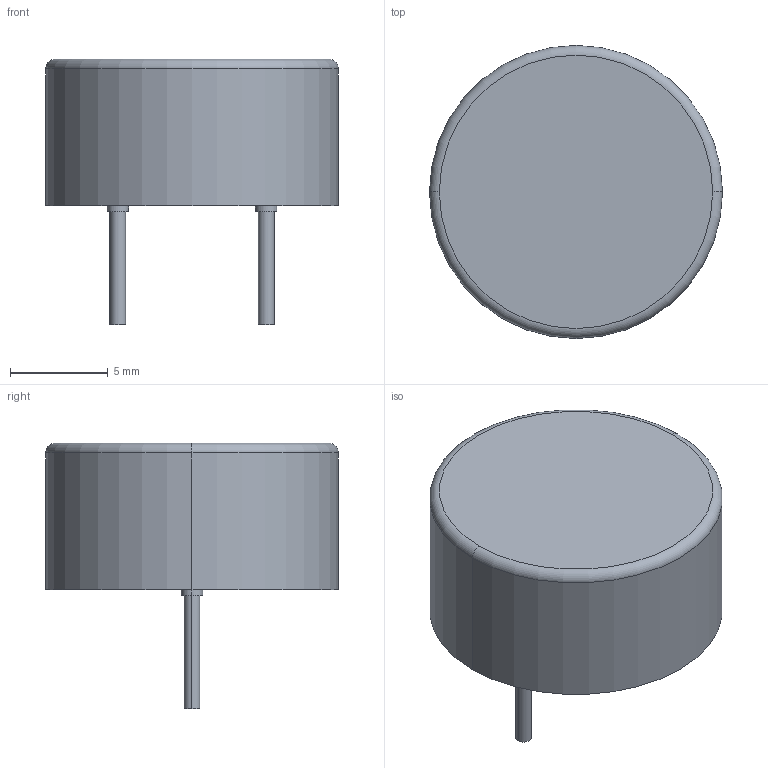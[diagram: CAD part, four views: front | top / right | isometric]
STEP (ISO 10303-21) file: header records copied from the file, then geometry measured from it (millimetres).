
FILE_DESCRIPTION(('FreeCAD Model'),'2;1');
FILE_NAME('Boss-Extrude3.step','2016-10-13T13:21:22',( 'Author'),(''),'Open CASCADE STEP processor 6.8','FreeCAD','Unknown' );
FILE_SCHEMA(('AUTOMOTIVE_DESIGN_CC2 { 1 2 10303 214 -1 1 5 4 }'));
Length unit declared in the file: millimetre
Products named in the file (2): ASSEMBLY; Boss-Extrude3
Assembly tree (1 placements, depth 2):
  ASSEMBLY
    Boss-Extrude3
Bounding box: 15 x 15 x 13.6 mm (x, y, z)
Volume: 1329.3 mm3; surface area: 727.9 mm2
Topology: 1 solids, 1 shells, 18 faces, 34 edges, 22 vertices
Faces by surface type: cylinder 10, plane 6, torus 2
Entity records: 2145 total; most frequent: CARTESIAN_POINT 1344, DIRECTION 110, ORIENTED_EDGE 68, PCURVE 68, DEFINITIONAL_REPRESENTATION 68, B_SPLINE_CURVE_WITH_KNOTS 48, AXIS2_PLACEMENT_3D 44, CIRCLE 36
